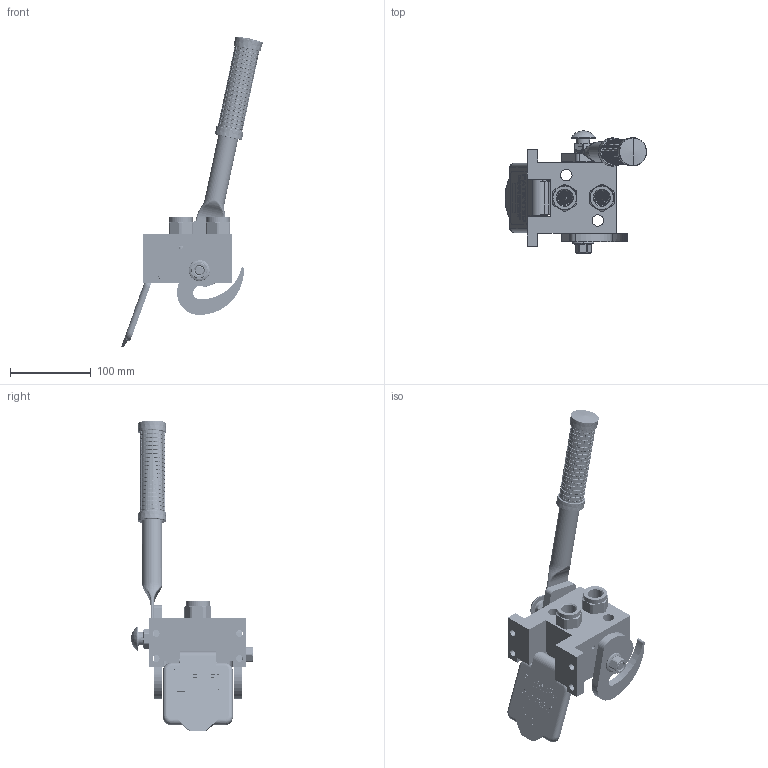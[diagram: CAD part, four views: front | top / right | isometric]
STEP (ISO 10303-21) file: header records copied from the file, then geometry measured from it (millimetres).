
FILE_DESCRIPTION (( 'STEP AP214' ), '1' );
FILE_NAME ('FASTER.step', '2024-10-06T12:49:45', ( '' ), ( '' ), 'SwSTEP 2.0', 'SolidWorks 2017', '' );
FILE_SCHEMA (( 'AUTOMOTIVE_DESIGN' ));
Length unit declared in the file: millimetre
Products named in the file (30): 4340_014_0000_200; 4820_024_1001_020; 4830_022_0000_011; 4142_072_1000_300; 4830_025_2000_000; FASTER; 4820_024_1001_000; 4850_024_2000_011; P208_F_BASE; 4820_024_1001_010; 4830_001_0005_301; 1540_080_0012_000; 4820_020_1000_021; 4850_024_0000_012; 4820_024_1001_021; 2ffnb12gas_f2v; 4820_001_0001_004; 4830_001_0005_300; 4830_070_0000_001; sicura_p5; 4830_025_0000_001; curs_molla_12_inox; et011; 4820_001_0004_000; 4830_025_1000_000; or2x18; 4820_024_1001_000_ASM; 0048_042_0412_000; A_2ffnb12gas_f2v; or1_5x7_m
Assembly tree (31 placements, depth 4):
  FASTER
    P208_F_BASE
      4820_020_1000_021
      4830_001_0005_301
      4830_001_0005_300
      4820_001_0001_004
      4820_001_0004_000
    A_2ffnb12gas_f2v  x2
      curs_molla_12_inox
        4340_014_0000_200
        4142_072_1000_300
      2ffnb12gas_f2v
    4820_024_1001_000
      4820_024_1001_000_ASM
        4850_024_2000_011
        4820_024_1001_010
        4820_024_1001_021
      sicura_p5
        4830_025_0000_001
        or1_5x7_m
        0048_042_0412_000
      4830_025_1000_000
      4830_022_0000_011
      4820_024_1001_020
      1540_080_0012_000
      4830_025_2000_000
      4850_024_0000_012
      4830_070_0000_001
      or2x18  x2
    et011
Bounding box: 174.89 x 150.83 x 384.13 mm (x, y, z)
Volume: 226370.9 mm3; surface area: 259538.8 mm2
Topology: 31 solids, 41 shells, 4616 faces, 12301 edges, 7910 vertices
Faces by surface type: plane 1898, cylinder 1648, bspline 398, torus 380, cone 266, sphere 26
Entity records: 192358 total; most frequent: CARTESIAN_POINT 91657, ORIENTED_EDGE 22394, DIRECTION 18102, EDGE_CURVE 11211, VERTEX_POINT 7215, LINE 6260, VECTOR 6260, AXIS2_PLACEMENT_3D 5921
